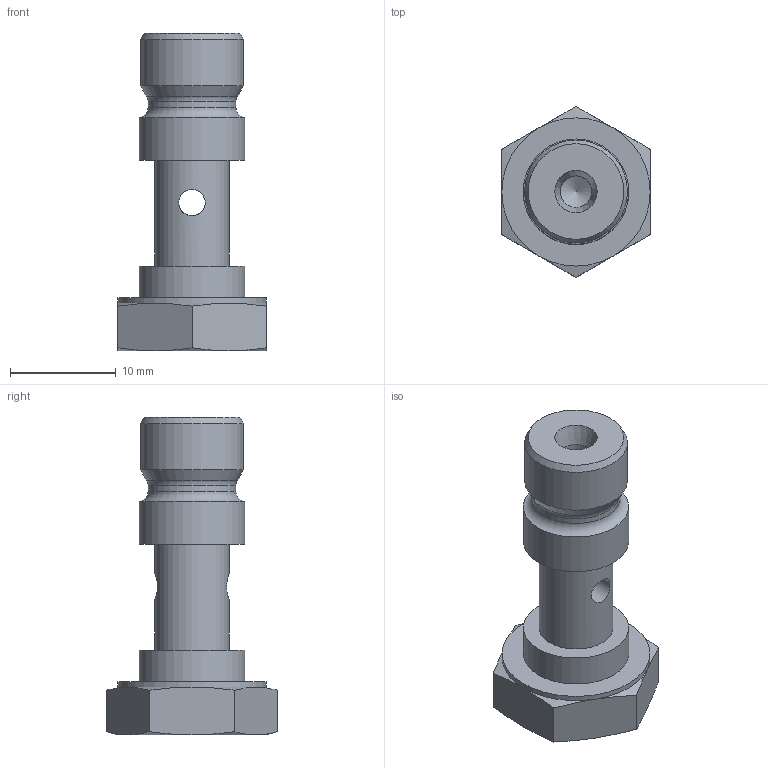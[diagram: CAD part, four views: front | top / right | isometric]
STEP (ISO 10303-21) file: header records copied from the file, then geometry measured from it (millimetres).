
FILE_DESCRIPTION((''),'2;1');
FILE_NAME('70910418.stp','2014-10-27T14:23:17',(''),('KNOMI spol. s r. o.'),'Autodesk Inventor 2012','Autodesk Inventor 2012','');
FILE_SCHEMA(('AUTOMOTIVE_DESIGN { 1 2 10303 214 0 1 1 1 }'));
Length unit declared in the file: millimetre
Products named in the file (1): Průtok.šr.Js03,Js04 D10-G1/8"(137991)
Bounding box: 14 x 16.17 x 30 mm (x, y, z)
Volume: 2147.4 mm3; surface area: 1530.7 mm2
Topology: 1 solids, 1 shells, 44 faces, 104 edges, 64 vertices
Faces by surface type: cone 22, plane 11, cylinder 9, torus 2
Full cylindrical faces by diameter (mm): 2.5 x2, 3 x1, 7 x1, 8.3 x1, 9.728 x1, 9.96 x2, 14 x1
Entity records: 1240 total; most frequent: CARTESIAN_POINT 401, DIRECTION 164, ORIENTED_EDGE 160, EDGE_CURVE 80, AXIS2_PLACEMENT_3D 79, EDGE_LOOP 66, VERTEX_POINT 56, FACE_OUTER_BOUND 44
